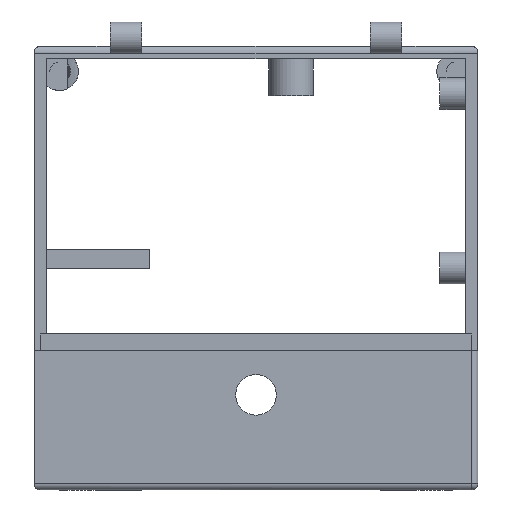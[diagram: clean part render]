
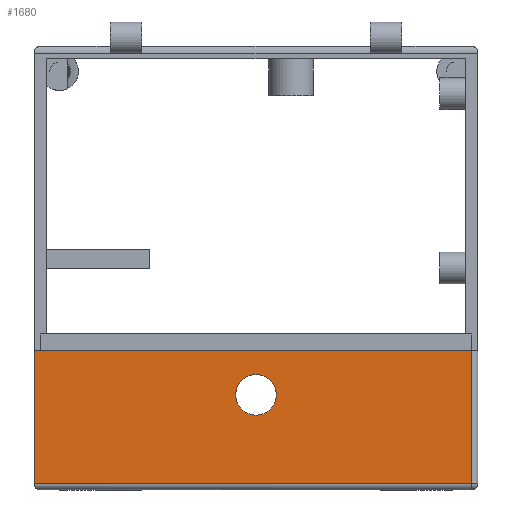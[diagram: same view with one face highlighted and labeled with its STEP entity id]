
A CAD part, front view. The second image highlights one B-rep face of the part: STEP entity #1680.
In plain terms, the highlighted planar face has unit normal (0, -1, 0).
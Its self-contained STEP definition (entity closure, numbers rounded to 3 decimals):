
#460 = VECTOR ( 'NONE', #11129, 1000. ) ;
#630 = CARTESIAN_POINT ( 'NONE',  ( -35., 0., -13. ) ) ;
#635 = AXIS2_PLACEMENT_3D ( 'NONE', #5315, #19954, #17870 ) ;
#1452 = FACE_OUTER_BOUND ( 'NONE', #10317, .T. ) ;
#1680 = ADVANCED_FACE ( 'NONE', ( #16080, #1452 ), #26435, .F. ) ;
#2788 = VERTEX_POINT ( 'NONE', #12153 ) ;
#3327 = LINE ( 'NONE', #3458, #16089 ) ;
#3458 = CARTESIAN_POINT ( 'NONE',  ( 34., 0., 0. ) ) ;
#3828 = AXIS2_PLACEMENT_3D ( 'NONE', #13049, #17327, #25754 ) ;
#4468 = ORIENTED_EDGE ( 'NONE', *, *, #21547, .T. ) ;
#4965 = CARTESIAN_POINT ( 'NONE',  ( 34., 0., -34. ) ) ;
#5016 = VECTOR ( 'NONE', #7412, 1000. ) ;
#5315 = CARTESIAN_POINT ( 'NONE',  ( 0., 0., 0. ) ) ;
#5482 = LINE ( 'NONE', #17761, #5016 ) ;
#6229 = EDGE_CURVE ( 'NONE', #25482, #23563, #10443, .T. ) ;
#7412 = DIRECTION ( 'NONE',  ( 1., 0., 0. ) ) ;
#7531 = ORIENTED_EDGE ( 'NONE', *, *, #18043, .F. ) ;
#8061 = CIRCLE ( 'NONE', #20854, 3.2 ) ;
#8502 = EDGE_LOOP ( 'NONE', ( #7531, #24240 ) ) ;
#9664 = ORIENTED_EDGE ( 'NONE', *, *, #13906, .F. ) ;
#10317 = EDGE_LOOP ( 'NONE', ( #12126, #4468, #9664, #16160 ) ) ;
#10443 = CIRCLE ( 'NONE', #3828, 3.2 ) ;
#10996 = CARTESIAN_POINT ( 'NONE',  ( 0., 0., -16.8 ) ) ;
#11129 = DIRECTION ( 'NONE',  ( 1., 0., 0. ) ) ;
#11404 = LINE ( 'NONE', #630, #460 ) ;
#11647 = CARTESIAN_POINT ( 'NONE',  ( -35., 0., -13. ) ) ;
#11882 = DIRECTION ( 'NONE',  ( 0., 0., 1. ) ) ;
#12126 = ORIENTED_EDGE ( 'NONE', *, *, #19035, .T. ) ;
#12153 = CARTESIAN_POINT ( 'NONE',  ( 34., 0., -13. ) ) ;
#13049 = CARTESIAN_POINT ( 'NONE',  ( 0., 0., -20. ) ) ;
#13837 = VERTEX_POINT ( 'NONE', #14580 ) ;
#13906 = EDGE_CURVE ( 'NONE', #22408, #2788, #11404, .T. ) ;
#13941 = CARTESIAN_POINT ( 'NONE',  ( -35., 0., -35. ) ) ;
#14580 = CARTESIAN_POINT ( 'NONE',  ( -35., 0., -34. ) ) ;
#15137 = CARTESIAN_POINT ( 'NONE',  ( 0., 0., -23.2 ) ) ;
#16080 = FACE_BOUND ( 'NONE', #8502, .T. ) ;
#16089 = VECTOR ( 'NONE', #26780, 1000. ) ;
#16160 = ORIENTED_EDGE ( 'NONE', *, *, #21601, .F. ) ;
#17120 = VECTOR ( 'NONE', #11882, 1000. ) ;
#17327 = DIRECTION ( 'NONE',  ( 0., -1., 0. ) ) ;
#17761 = CARTESIAN_POINT ( 'NONE',  ( 0., 0., -34. ) ) ;
#17870 = DIRECTION ( 'NONE',  ( 0., 0., 1. ) ) ;
#18043 = EDGE_CURVE ( 'NONE', #23563, #25482, #8061, .T. ) ;
#19035 = EDGE_CURVE ( 'NONE', #13837, #26775, #5482, .T. ) ;
#19954 = DIRECTION ( 'NONE',  ( 0., 1., 0. ) ) ;
#20854 = AXIS2_PLACEMENT_3D ( 'NONE', #26731, #27146, #24935 ) ;
#21547 = EDGE_CURVE ( 'NONE', #26775, #2788, #3327, .T. ) ;
#21601 = EDGE_CURVE ( 'NONE', #13837, #22408, #26649, .T. ) ;
#22408 = VERTEX_POINT ( 'NONE', #11647 ) ;
#23563 = VERTEX_POINT ( 'NONE', #10996 ) ;
#24240 = ORIENTED_EDGE ( 'NONE', *, *, #6229, .F. ) ;
#24935 = DIRECTION ( 'NONE',  ( 0., 0., 1. ) ) ;
#25482 = VERTEX_POINT ( 'NONE', #15137 ) ;
#25754 = DIRECTION ( 'NONE',  ( 0., 0., 1. ) ) ;
#26435 = PLANE ( 'NONE',  #635 ) ;
#26649 = LINE ( 'NONE', #13941, #17120 ) ;
#26731 = CARTESIAN_POINT ( 'NONE',  ( 0., 0., -20. ) ) ;
#26775 = VERTEX_POINT ( 'NONE', #4965 ) ;
#26780 = DIRECTION ( 'NONE',  ( 0., 0., 1. ) ) ;
#27146 = DIRECTION ( 'NONE',  ( 0., -1., 0. ) ) ;
